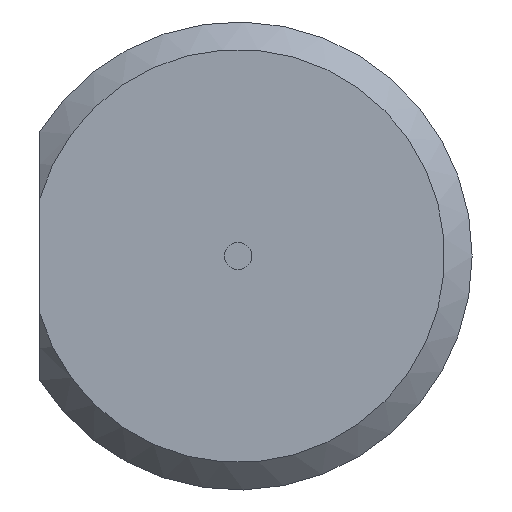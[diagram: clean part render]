
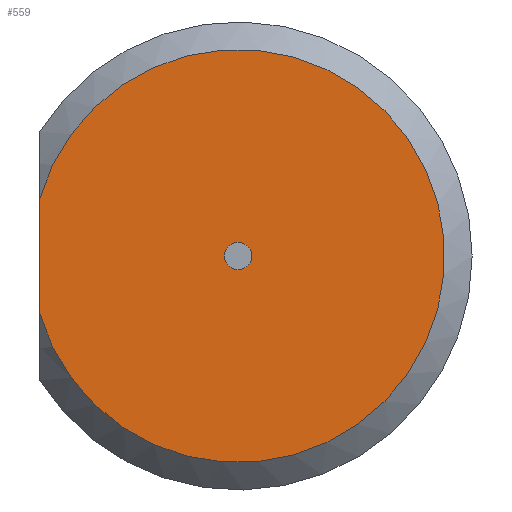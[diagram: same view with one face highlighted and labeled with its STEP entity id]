
A CAD part, left-side view. The second image highlights one B-rep face of the part: STEP entity #559.
In plain terms, the highlighted planar face has unit normal (-1, 0, 0).
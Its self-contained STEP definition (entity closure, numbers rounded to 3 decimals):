
#33=LINE('',#1244,#52);
#52=VECTOR('',#698,1000.);
#115=PLANE('',#613);
#192=ORIENTED_EDGE('',*,*,#288,.F.);
#193=ORIENTED_EDGE('',*,*,#314,.T.);
#194=ORIENTED_EDGE('',*,*,#315,.T.);
#288=EDGE_CURVE('',#360,#360,#402,.T.);
#314=EDGE_CURVE('',#377,#378,#403,.T.);
#315=EDGE_CURVE('',#378,#377,#33,.T.);
#360=VERTEX_POINT('',#990);
#377=VERTEX_POINT('',#1242);
#378=VERTEX_POINT('',#1243);
#402=CIRCLE('',#604,0.25);
#403=CIRCLE('',#614,3.75);
#439=EDGE_LOOP('',(#192));
#440=EDGE_LOOP('',(#193,#194));
#499=FACE_BOUND('',#439,.T.);
#500=FACE_BOUND('',#440,.T.);
#559=ADVANCED_FACE('',(#499,#500),#115,.T.);
#604=AXIS2_PLACEMENT_3D('',#989,#667,#668);
#613=AXIS2_PLACEMENT_3D('',#1240,#694,#695);
#614=AXIS2_PLACEMENT_3D('',#1241,#696,#697);
#667=DIRECTION('',(-1.,0.,0.));
#668=DIRECTION('',(0.,0.,1.));
#694=DIRECTION('',(-1.,0.,0.));
#695=DIRECTION('',(0.,0.,1.));
#696=DIRECTION('',(-1.,0.,0.));
#697=DIRECTION('',(0.,0.,1.));
#698=DIRECTION('',(0.,0.,-1.));
#989=CARTESIAN_POINT('',(0.,0.,0.));
#990=CARTESIAN_POINT('',(0.,0.,0.25));
#1240=CARTESIAN_POINT('',(0.,0.,0.));
#1241=CARTESIAN_POINT('',(0.,0.,0.));
#1242=CARTESIAN_POINT('',(0.,3.6,-1.05));
#1243=CARTESIAN_POINT('',(0.,3.6,1.05));
#1244=CARTESIAN_POINT('',(0.,3.6,0.));
